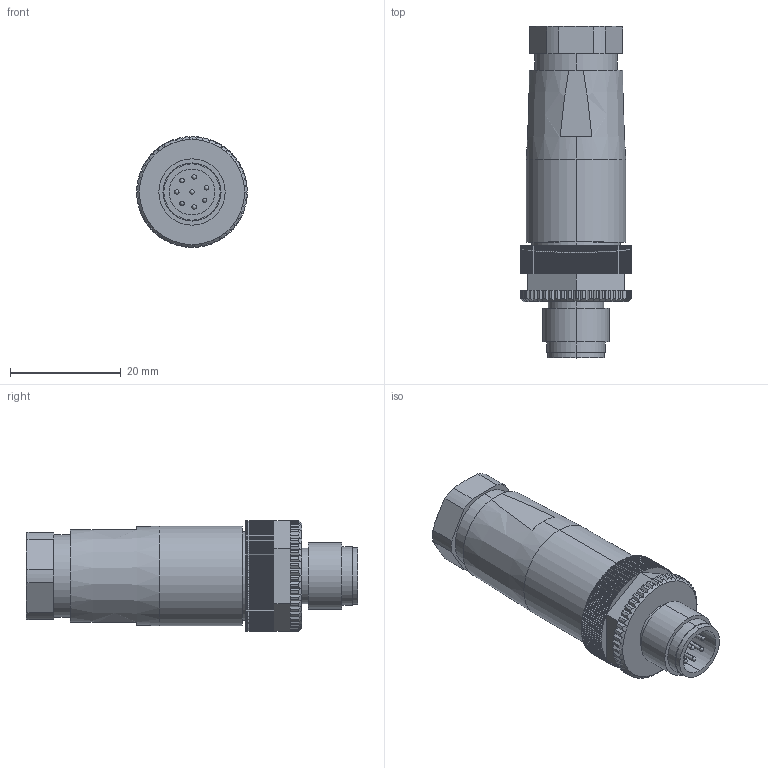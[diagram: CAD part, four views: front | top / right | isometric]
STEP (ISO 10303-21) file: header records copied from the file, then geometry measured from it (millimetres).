
FILE_DESCRIPTION (( 'STEP AP214' ), '1' );
FILE_NAME ('M12FT8AM.STEP', '2019-04-22T19:03:20', ( '' ), ( '' ), 'SwSTEP 2.0', 'SolidWorks 2018', '' );
FILE_SCHEMA (( 'AUTOMOTIVE_DESIGN' ));
Length unit declared in the file: millimetre
Products named in the file (1): M12FT8AM
Bounding box: 20.05 x 60 x 20.05 mm (x, y, z)
Volume: 12195.3 mm3; surface area: 5355.4 mm2
Topology: 1 solids, 1 shells, 753 faces, 2197 edges, 1451 vertices
Faces by surface type: plane 491, cylinder 244, cone 10, bspline 8
Entity records: 25068 total; most frequent: CARTESIAN_POINT 4870, ORIENTED_EDGE 4362, DIRECTION 4128, EDGE_CURVE 2181, LINE 1494, VECTOR 1494, VERTEX_POINT 1451, AXIS2_PLACEMENT_3D 1317
